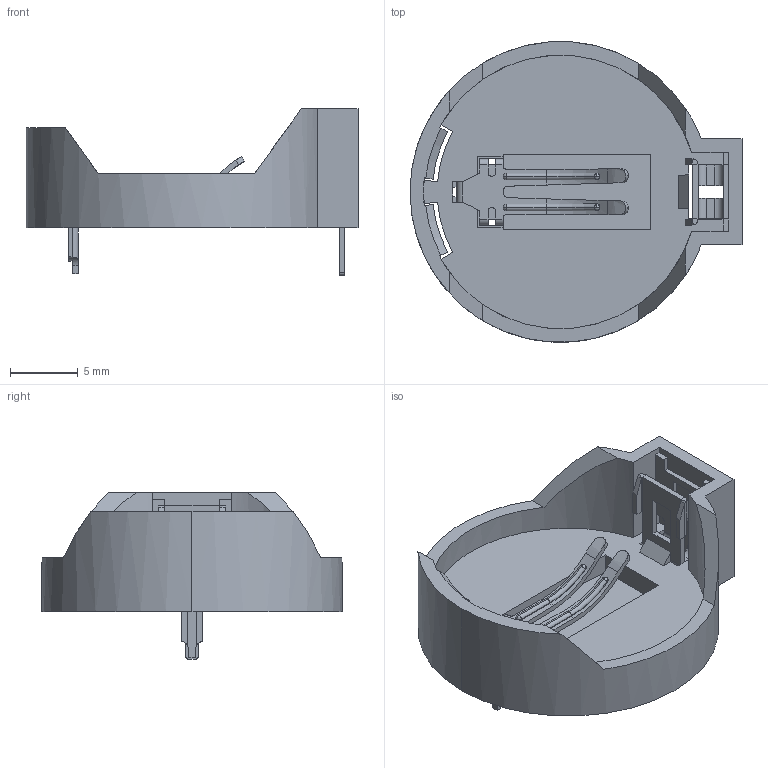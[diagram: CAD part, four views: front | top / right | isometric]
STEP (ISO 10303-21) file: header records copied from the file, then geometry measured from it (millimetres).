
FILE_DESCRIPTION (( 'STEP AP214' ), '1' );
FILE_NAME ('FBA25014-S02B2004K-REF .STEP', '2025-04-17T10:06:08', ( '' ), ( '' ), 'SwSTEP 2.0', 'SolidWorks 2021', '' );
FILE_SCHEMA (( 'AUTOMOTIVE_DESIGN' ));
Length unit declared in the file: millimetre
Products named in the file (1): FBA25014-S02B2004K-REF 
Bounding box: 24.5 x 22.2 x 12.3 mm (x, y, z)
Volume: 1044.5 mm3; surface area: 1914.4 mm2
Topology: 1 solids, 1 shells, 298 faces, 854 edges, 520 vertices
Faces by surface type: plane 197, cylinder 83, sphere 10, torus 4, cone 2, bspline 2
Entity records: 13011 total; most frequent: CARTESIAN_POINT 1936, ORIENTED_EDGE 1688, DIRECTION 1594, EDGE_CURVE 844, VECTOR 596, LINE 596, VERTEX_POINT 520, AXIS2_PLACEMENT_3D 499
